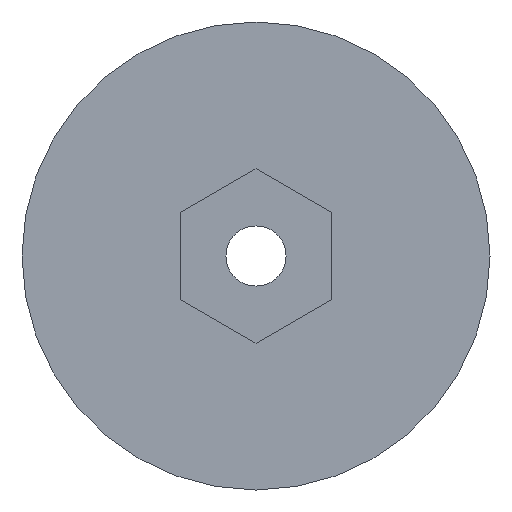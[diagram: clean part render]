
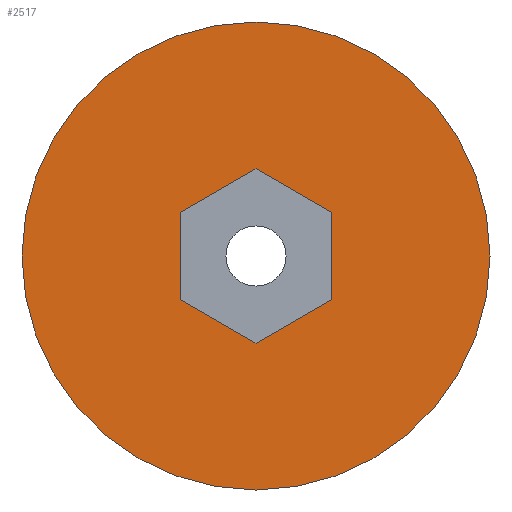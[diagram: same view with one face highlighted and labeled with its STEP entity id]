
A CAD part, left-side view. The second image highlights one B-rep face of the part: STEP entity #2517.
In plain terms, the highlighted planar face has unit normal (-1, 0, 0).
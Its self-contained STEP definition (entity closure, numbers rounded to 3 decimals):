
#115=CARTESIAN_POINT('',(0.,0.,0.));
#116=DIRECTION('',(-1.,0.,0.));
#117=DIRECTION('',(0.,1.,0.));
#118=AXIS2_PLACEMENT_3D('',#115,#116,#117);
#120=CARTESIAN_POINT('',(0.,0.,0.));
#121=DIRECTION('',(-1.,0.,0.));
#122=DIRECTION('',(0.,-1.,0.));
#123=AXIS2_PLACEMENT_3D('',#120,#121,#122);
#125=DIRECTION('',(0.,-0.866,-0.5));
#126=VECTOR('',#125,2.309);
#127=CARTESIAN_POINT('',(0.,0.,2.309));
#128=LINE('',#127,#126);
#129=DIRECTION('',(0.,-0.866,0.5));
#130=VECTOR('',#129,2.309);
#131=CARTESIAN_POINT('',(0.,2.,1.155));
#132=LINE('',#131,#130);
#133=DIRECTION('',(0.,0.,1.));
#134=VECTOR('',#133,2.309);
#135=CARTESIAN_POINT('',(0.,2.,-1.155));
#136=LINE('',#135,#134);
#137=DIRECTION('',(0.,0.866,0.5));
#138=VECTOR('',#137,2.309);
#139=CARTESIAN_POINT('',(0.,0.,-2.309));
#140=LINE('',#139,#138);
#141=DIRECTION('',(0.,0.866,-0.5));
#142=VECTOR('',#141,2.309);
#143=CARTESIAN_POINT('',(0.,-2.,-1.155));
#144=LINE('',#143,#142);
#145=DIRECTION('',(0.,0.,-1.));
#146=VECTOR('',#145,2.309);
#147=CARTESIAN_POINT('',(0.,-2.,1.155));
#148=LINE('',#147,#146);
#2434=CARTESIAN_POINT('',(0.,0.,2.309));
#2435=CARTESIAN_POINT('',(0.,-2.,1.155));
#2436=VERTEX_POINT('',#2434);
#2437=VERTEX_POINT('',#2435);
#2438=CARTESIAN_POINT('',(0.,-2.,-1.155));
#2439=VERTEX_POINT('',#2438);
#2440=CARTESIAN_POINT('',(0.,0.,-2.309));
#2441=VERTEX_POINT('',#2440);
#2442=CARTESIAN_POINT('',(0.,2.,-1.155));
#2443=VERTEX_POINT('',#2442);
#2444=CARTESIAN_POINT('',(0.,2.,1.155));
#2445=VERTEX_POINT('',#2444);
#2462=CARTESIAN_POINT('',(0.,6.195,0.));
#2463=CARTESIAN_POINT('',(0.,-6.195,0.));
#2464=VERTEX_POINT('',#2462);
#2465=VERTEX_POINT('',#2463);
#2492=CARTESIAN_POINT('',(0.,0.,0.));
#2493=DIRECTION('',(1.,0.,0.));
#2494=DIRECTION('',(0.,-1.,0.));
#2495=AXIS2_PLACEMENT_3D('',#2492,#2493,#2494);
#2496=PLANE('',#2495);
#2498=ORIENTED_EDGE('',*,*,#2497,.F.);
#2500=ORIENTED_EDGE('',*,*,#2499,.F.);
#2501=EDGE_LOOP('',(#2498,#2500));
#2502=FACE_OUTER_BOUND('',#2501,.F.);
#2504=ORIENTED_EDGE('',*,*,#2503,.F.);
#2506=ORIENTED_EDGE('',*,*,#2505,.F.);
#2508=ORIENTED_EDGE('',*,*,#2507,.F.);
#2510=ORIENTED_EDGE('',*,*,#2509,.F.);
#2512=ORIENTED_EDGE('',*,*,#2511,.F.);
#2514=ORIENTED_EDGE('',*,*,#2513,.F.);
#2515=EDGE_LOOP('',(#2504,#2506,#2508,#2510,#2512,#2514));
#2516=FACE_BOUND('',#2515,.F.);
#119=CIRCLE('',#118,6.195);
#124=CIRCLE('',#123,6.195);
#2497=EDGE_CURVE('',#2464,#2465,#119,.T.);
#2499=EDGE_CURVE('',#2465,#2464,#124,.T.);
#2503=EDGE_CURVE('',#2436,#2437,#128,.T.);
#2505=EDGE_CURVE('',#2445,#2436,#132,.T.);
#2507=EDGE_CURVE('',#2443,#2445,#136,.T.);
#2509=EDGE_CURVE('',#2441,#2443,#140,.T.);
#2511=EDGE_CURVE('',#2439,#2441,#144,.T.);
#2513=EDGE_CURVE('',#2437,#2439,#148,.T.);
#2517=ADVANCED_FACE('',(#2502,#2516),#2496,.F.);
